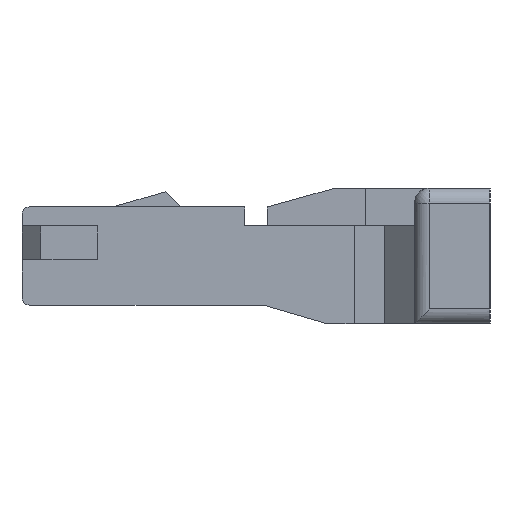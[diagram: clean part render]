
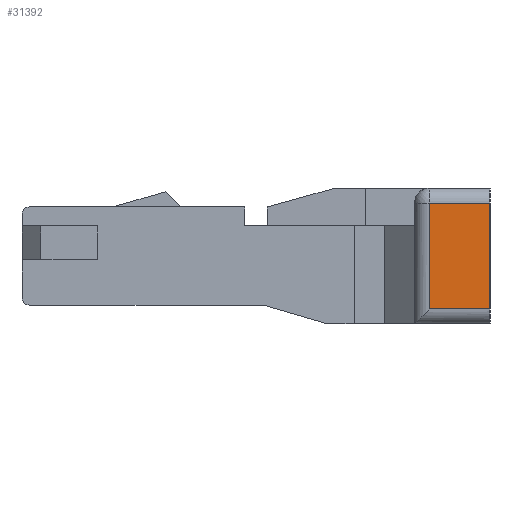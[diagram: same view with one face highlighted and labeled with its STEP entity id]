
A CAD part, left-side view. The second image highlights one B-rep face of the part: STEP entity #31392.
In plain terms, the highlighted planar face has unit normal (-1, 0, 0).
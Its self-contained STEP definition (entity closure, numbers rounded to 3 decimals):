
#55 = CYLINDRICAL_SURFACE('',#56,0.2);
#56 = AXIS2_PLACEMENT_3D('',#57,#58,#59);
#57 = CARTESIAN_POINT('',(-10.785,-10.582,-0.7));
#58 = DIRECTION('',(0.,1.,0.));
#59 = DIRECTION('',(0.,0.,-1.));
#105 = PLANE('',#106);
#106 = AXIS2_PLACEMENT_3D('',#107,#108,#109);
#107 = CARTESIAN_POINT('',(-10.985,-2.5,-0.9));
#108 = DIRECTION('',(0.,-1.,0.));
#109 = DIRECTION('',(1.,0.,0.));
#476 = EDGE_CURVE('',#477,#479,#481,.T.);
#477 = VERTEX_POINT('',#478);
#478 = CARTESIAN_POINT('',(-10.985,-2.5,-0.7));
#479 = VERTEX_POINT('',#480);
#480 = CARTESIAN_POINT('',(-10.985,-1.7,-0.7));
#481 = SURFACE_CURVE('',#482,(#486,#515),.PCURVE_S1.);
#482 = LINE('',#483,#484);
#483 = CARTESIAN_POINT('',(-10.985,-2.5,-0.7));
#484 = VECTOR('',#485,1.);
#485 = DIRECTION('',(0.,1.,0.));
#486 = PCURVE('',#55,#487);
#487 = DEFINITIONAL_REPRESENTATION('',(#488),#514);
#488 = B_SPLINE_CURVE_WITH_KNOTS('',3,(#489,#490,#491,#492,#493,#494,
    #495,#496,#497,#498,#499,#500,#501,#502,#503,#504,#505,#506,#507,
    #508,#509,#510,#511,#512,#513),.UNSPECIFIED.,.F.,.F.,(4,1,1,1,1,1,1,
    1,1,1,1,1,1,1,1,1,1,1,1,1,1,1,4),(0.,0.036,
    0.073,0.109,0.145,0.182,
    0.218,0.255,0.291,0.327,
    0.364,0.4,0.436,0.473,0.509,
    0.545,0.582,0.618,0.655,
    0.691,0.727,0.764,0.8),
  .QUASI_UNIFORM_KNOTS.);
#489 = CARTESIAN_POINT('',(1.571,8.082));
#490 = CARTESIAN_POINT('',(1.571,8.094));
#491 = CARTESIAN_POINT('',(1.571,8.119));
#492 = CARTESIAN_POINT('',(1.571,8.155));
#493 = CARTESIAN_POINT('',(1.571,8.191));
#494 = CARTESIAN_POINT('',(1.571,8.228));
#495 = CARTESIAN_POINT('',(1.571,8.264));
#496 = CARTESIAN_POINT('',(1.571,8.301));
#497 = CARTESIAN_POINT('',(1.571,8.337));
#498 = CARTESIAN_POINT('',(1.571,8.373));
#499 = CARTESIAN_POINT('',(1.571,8.41));
#500 = CARTESIAN_POINT('',(1.571,8.446));
#501 = CARTESIAN_POINT('',(1.571,8.482));
#502 = CARTESIAN_POINT('',(1.571,8.519));
#503 = CARTESIAN_POINT('',(1.571,8.555));
#504 = CARTESIAN_POINT('',(1.571,8.591));
#505 = CARTESIAN_POINT('',(1.571,8.628));
#506 = CARTESIAN_POINT('',(1.571,8.664));
#507 = CARTESIAN_POINT('',(1.571,8.701));
#508 = CARTESIAN_POINT('',(1.571,8.737));
#509 = CARTESIAN_POINT('',(1.571,8.773));
#510 = CARTESIAN_POINT('',(1.571,8.81));
#511 = CARTESIAN_POINT('',(1.571,8.846));
#512 = CARTESIAN_POINT('',(1.571,8.87));
#513 = CARTESIAN_POINT('',(1.571,8.882));
#514 = ( GEOMETRIC_REPRESENTATION_CONTEXT(2) 
PARAMETRIC_REPRESENTATION_CONTEXT() REPRESENTATION_CONTEXT('2D SPACE',''
  ) );
#515 = PCURVE('',#516,#521);
#516 = PLANE('',#517);
#517 = AXIS2_PLACEMENT_3D('',#518,#519,#520);
#518 = CARTESIAN_POINT('',(-10.985,-1.5,-0.9));
#519 = DIRECTION('',(-1.,0.,0.));
#520 = DIRECTION('',(0.,-1.,0.));
#521 = DEFINITIONAL_REPRESENTATION('',(#522),#526);
#522 = LINE('',#523,#524);
#523 = CARTESIAN_POINT('',(1.,0.2));
#524 = VECTOR('',#525,1.);
#525 = DIRECTION('',(-1.,0.));
#526 = ( GEOMETRIC_REPRESENTATION_CONTEXT(2) 
PARAMETRIC_REPRESENTATION_CONTEXT() REPRESENTATION_CONTEXT('2D SPACE',''
  ) );
#594 = CYLINDRICAL_SURFACE('',#595,0.2);
#595 = AXIS2_PLACEMENT_3D('',#596,#597,#598);
#596 = CARTESIAN_POINT('',(-10.785,-1.7,-3.246));
#597 = DIRECTION('',(0.,0.,1.));
#598 = DIRECTION('',(0.,1.,0.));
#881 = EDGE_CURVE('',#477,#882,#884,.T.);
#882 = VERTEX_POINT('',#883);
#883 = CARTESIAN_POINT('',(-10.985,-2.5,0.7));
#884 = SURFACE_CURVE('',#885,(#889,#896),.PCURVE_S1.);
#885 = LINE('',#886,#887);
#886 = CARTESIAN_POINT('',(-10.985,-2.5,-0.7));
#887 = VECTOR('',#888,1.);
#888 = DIRECTION('',(0.,0.,1.));
#889 = PCURVE('',#105,#890);
#890 = DEFINITIONAL_REPRESENTATION('',(#891),#895);
#891 = LINE('',#892,#893);
#892 = CARTESIAN_POINT('',(0.,0.2));
#893 = VECTOR('',#894,1.);
#894 = DIRECTION('',(0.,1.));
#895 = ( GEOMETRIC_REPRESENTATION_CONTEXT(2) 
PARAMETRIC_REPRESENTATION_CONTEXT() REPRESENTATION_CONTEXT('2D SPACE',''
  ) );
#896 = PCURVE('',#516,#897);
#897 = DEFINITIONAL_REPRESENTATION('',(#898),#902);
#898 = LINE('',#899,#900);
#899 = CARTESIAN_POINT('',(1.,0.2));
#900 = VECTOR('',#901,1.);
#901 = DIRECTION('',(0.,1.));
#902 = ( GEOMETRIC_REPRESENTATION_CONTEXT(2) 
PARAMETRIC_REPRESENTATION_CONTEXT() REPRESENTATION_CONTEXT('2D SPACE',''
  ) );
#921 = CYLINDRICAL_SURFACE('',#922,0.2);
#922 = AXIS2_PLACEMENT_3D('',#923,#924,#925);
#923 = CARTESIAN_POINT('',(-10.785,-10.582,0.7));
#924 = DIRECTION('',(0.,1.,0.));
#925 = DIRECTION('',(-1.,0.,0.));
#31281 = VERTEX_POINT('',#31282);
#31282 = CARTESIAN_POINT('',(-10.985,-1.7,0.7));
#31350 = EDGE_CURVE('',#479,#31281,#31351,.T.);
#31351 = SURFACE_CURVE('',#31352,(#31356,#31385),.PCURVE_S1.);
#31352 = LINE('',#31353,#31354);
#31353 = CARTESIAN_POINT('',(-10.985,-1.7,-0.7));
#31354 = VECTOR('',#31355,1.);
#31355 = DIRECTION('',(0.,0.,1.));
#31356 = PCURVE('',#594,#31357);
#31357 = DEFINITIONAL_REPRESENTATION('',(#31358),#31384);
#31358 = B_SPLINE_CURVE_WITH_KNOTS('',3,(#31359,#31360,#31361,#31362,
    #31363,#31364,#31365,#31366,#31367,#31368,#31369,#31370,#31371,
    #31372,#31373,#31374,#31375,#31376,#31377,#31378,#31379,#31380,
    #31381,#31382,#31383),.UNSPECIFIED.,.F.,.F.,(4,1,1,1,1,1,1,1,1,1,1,1
    ,1,1,1,1,1,1,1,1,1,1,4),(0.,0.064,0.127,
    0.191,0.255,0.318,0.382,
    0.445,0.509,0.573,0.636,0.7,
    0.764,0.827,0.891,0.955,
    1.018,1.082,1.145,1.209,
    1.273,1.336,1.4),.QUASI_UNIFORM_KNOTS.);
#31359 = CARTESIAN_POINT('',(1.571,2.546));
#31360 = CARTESIAN_POINT('',(1.571,2.568));
#31361 = CARTESIAN_POINT('',(1.571,2.61));
#31362 = CARTESIAN_POINT('',(1.571,2.674));
#31363 = CARTESIAN_POINT('',(1.571,2.737));
#31364 = CARTESIAN_POINT('',(1.571,2.801));
#31365 = CARTESIAN_POINT('',(1.571,2.865));
#31366 = CARTESIAN_POINT('',(1.571,2.928));
#31367 = CARTESIAN_POINT('',(1.571,2.992));
#31368 = CARTESIAN_POINT('',(1.571,3.056));
#31369 = CARTESIAN_POINT('',(1.571,3.119));
#31370 = CARTESIAN_POINT('',(1.571,3.183));
#31371 = CARTESIAN_POINT('',(1.571,3.246));
#31372 = CARTESIAN_POINT('',(1.571,3.31));
#31373 = CARTESIAN_POINT('',(1.571,3.374));
#31374 = CARTESIAN_POINT('',(1.571,3.437));
#31375 = CARTESIAN_POINT('',(1.571,3.501));
#31376 = CARTESIAN_POINT('',(1.571,3.565));
#31377 = CARTESIAN_POINT('',(1.571,3.628));
#31378 = CARTESIAN_POINT('',(1.571,3.692));
#31379 = CARTESIAN_POINT('',(1.571,3.756));
#31380 = CARTESIAN_POINT('',(1.571,3.819));
#31381 = CARTESIAN_POINT('',(1.571,3.883));
#31382 = CARTESIAN_POINT('',(1.571,3.925));
#31383 = CARTESIAN_POINT('',(1.571,3.946));
#31384 = ( GEOMETRIC_REPRESENTATION_CONTEXT(2) 
PARAMETRIC_REPRESENTATION_CONTEXT() REPRESENTATION_CONTEXT('2D SPACE',''
  ) );
#31385 = PCURVE('',#516,#31386);
#31386 = DEFINITIONAL_REPRESENTATION('',(#31387),#31391);
#31387 = LINE('',#31388,#31389);
#31388 = CARTESIAN_POINT('',(0.2,0.2));
#31389 = VECTOR('',#31390,1.);
#31390 = DIRECTION('',(0.,1.));
#31391 = ( GEOMETRIC_REPRESENTATION_CONTEXT(2) 
PARAMETRIC_REPRESENTATION_CONTEXT() REPRESENTATION_CONTEXT('2D SPACE',''
  ) );
#31392 = ADVANCED_FACE('',(#31393),#516,.T.);
#31393 = FACE_BOUND('',#31394,.F.);
#31394 = EDGE_LOOP('',(#31395,#31438,#31439,#31440));
#31395 = ORIENTED_EDGE('',*,*,#31396,.F.);
#31396 = EDGE_CURVE('',#882,#31281,#31397,.T.);
#31397 = SURFACE_CURVE('',#31398,(#31402,#31409),.PCURVE_S1.);
#31398 = LINE('',#31399,#31400);
#31399 = CARTESIAN_POINT('',(-10.985,-2.5,0.7));
#31400 = VECTOR('',#31401,1.);
#31401 = DIRECTION('',(0.,1.,0.));
#31402 = PCURVE('',#516,#31403);
#31403 = DEFINITIONAL_REPRESENTATION('',(#31404),#31408);
#31404 = LINE('',#31405,#31406);
#31405 = CARTESIAN_POINT('',(1.,1.6));
#31406 = VECTOR('',#31407,1.);
#31407 = DIRECTION('',(-1.,0.));
#31408 = ( GEOMETRIC_REPRESENTATION_CONTEXT(2) 
PARAMETRIC_REPRESENTATION_CONTEXT() REPRESENTATION_CONTEXT('2D SPACE',''
  ) );
#31409 = PCURVE('',#921,#31410);
#31410 = DEFINITIONAL_REPRESENTATION('',(#31411),#31437);
#31411 = B_SPLINE_CURVE_WITH_KNOTS('',3,(#31412,#31413,#31414,#31415,
    #31416,#31417,#31418,#31419,#31420,#31421,#31422,#31423,#31424,
    #31425,#31426,#31427,#31428,#31429,#31430,#31431,#31432,#31433,
    #31434,#31435,#31436),.UNSPECIFIED.,.F.,.F.,(4,1,1,1,1,1,1,1,1,1,1,1
    ,1,1,1,1,1,1,1,1,1,1,4),(0.,0.036,
    0.073,0.109,0.145,0.182,
    0.218,0.255,0.291,0.327,
    0.364,0.4,0.436,0.473,0.509,
    0.545,0.582,0.618,0.655,
    0.691,0.727,0.764,0.8),
  .QUASI_UNIFORM_KNOTS.);
#31412 = CARTESIAN_POINT('',(0.,8.082));
#31413 = CARTESIAN_POINT('',(0.,8.094));
#31414 = CARTESIAN_POINT('',(0.,8.119));
#31415 = CARTESIAN_POINT('',(0.,8.155));
#31416 = CARTESIAN_POINT('',(0.,8.191));
#31417 = CARTESIAN_POINT('',(0.,8.228));
#31418 = CARTESIAN_POINT('',(0.,8.264));
#31419 = CARTESIAN_POINT('',(0.,8.301));
#31420 = CARTESIAN_POINT('',(0.,8.337));
#31421 = CARTESIAN_POINT('',(0.,8.373));
#31422 = CARTESIAN_POINT('',(0.,8.41));
#31423 = CARTESIAN_POINT('',(0.,8.446));
#31424 = CARTESIAN_POINT('',(0.,8.482));
#31425 = CARTESIAN_POINT('',(0.,8.519));
#31426 = CARTESIAN_POINT('',(0.,8.555));
#31427 = CARTESIAN_POINT('',(0.,8.591));
#31428 = CARTESIAN_POINT('',(0.,8.628));
#31429 = CARTESIAN_POINT('',(0.,8.664));
#31430 = CARTESIAN_POINT('',(0.,8.701));
#31431 = CARTESIAN_POINT('',(0.,8.737));
#31432 = CARTESIAN_POINT('',(0.,8.773));
#31433 = CARTESIAN_POINT('',(0.,8.81));
#31434 = CARTESIAN_POINT('',(0.,8.846));
#31435 = CARTESIAN_POINT('',(0.,8.87));
#31436 = CARTESIAN_POINT('',(0.,8.882));
#31437 = ( GEOMETRIC_REPRESENTATION_CONTEXT(2) 
PARAMETRIC_REPRESENTATION_CONTEXT() REPRESENTATION_CONTEXT('2D SPACE',''
  ) );
#31438 = ORIENTED_EDGE('',*,*,#881,.F.);
#31439 = ORIENTED_EDGE('',*,*,#476,.T.);
#31440 = ORIENTED_EDGE('',*,*,#31350,.T.);
